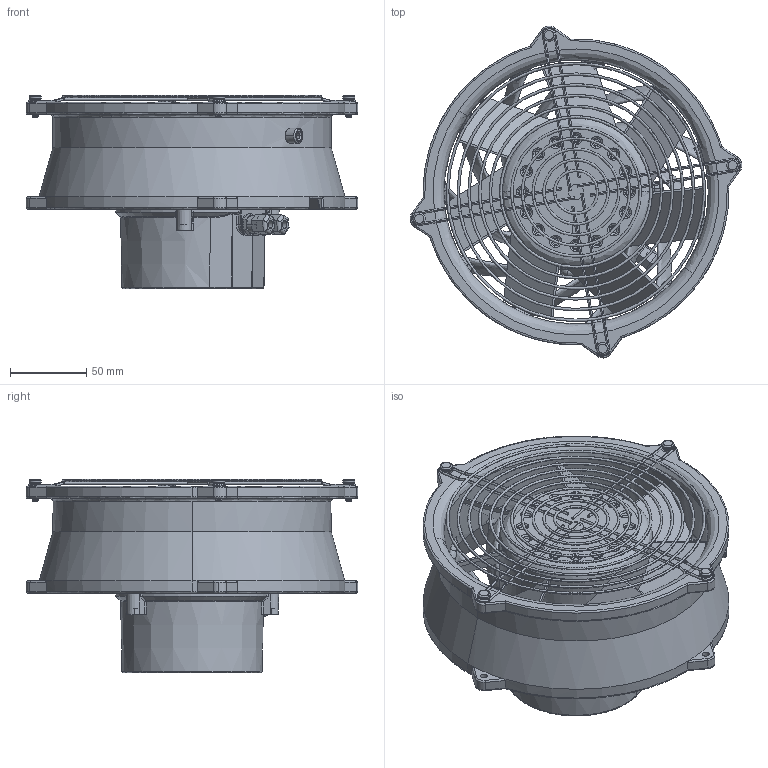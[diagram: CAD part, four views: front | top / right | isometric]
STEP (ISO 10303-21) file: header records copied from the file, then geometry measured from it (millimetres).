
FILE_DESCRIPTION (( 'STEP AP214' ), '1' );
FILE_NAME ('GTW017EUB12-3D.STEP', '2017-11-15T08:32:17', ( 'Delta' ), ( '' ), 'SwSTEP 2.0', 'SolidWorks 2011', '' );
FILE_SCHEMA (( 'AUTOMOTIVE_DESIGN' ));
Length unit declared in the file: millimetre
Products named in the file (18): 410130950001a-1; SNAP_ASM-1-1; A-1; GUARD-INLET-1; 3105128100-M4-1; SNAP-1; SNAP_ASM-4; SNAP2-1; SNAP_ASM-2-1; SNAP_ASM-3-1; B-1; MAIN-1; 4101309500_1-1; CONVERTER-1; GTW017EUB12-3D; COVERTER_PFC_ASM-1; NLON_CABLE_GLANDS_04_ASM-1-1; NLON_CABLE_GLANDS_04_ASM-2
Assembly tree (28 placements, depth 4):
  GTW017EUB12-3D
    SNAP_ASM-4
      SNAP-1
      SNAP2-1
    COVERTER_PFC_ASM-1
      CONVERTER-1
      NLON_CABLE_GLANDS_04_ASM-2
        A-1
        MAIN-1
        B-1
      NLON_CABLE_GLANDS_04_ASM-1-1
        MAIN-1
        B-1
        A-1
    4101309500_1-1
    3105128100-M4-1  x3
    SNAP_ASM-2-1
      SNAP2-1
      SNAP-1
    SNAP_ASM-3-1
      SNAP2-1
      SNAP-1
    410130950001a-1
    SNAP_ASM-1-1
      SNAP-1
      SNAP2-1
    GUARD-INLET-1
Bounding box: 217.06 x 217.02 x 126.42 mm (x, y, z)
Volume: 1227561.3 mm3; surface area: 262332 mm2
Topology: 35 solids, 35 shells, 1173 faces, 2991 edges, 1884 vertices
Faces by surface type: bspline 382, cylinder 381, plane 323, cone 87
Entity records: 73960 total; most frequent: CARTESIAN_POINT 51578, ORIENTED_EDGE 5112, DIRECTION 3700, EDGE_CURVE 2556, VERTEX_POINT 1620, AXIS2_PLACEMENT_3D 1467, EDGE_LOOP 1102, FACE_OUTER_BOUND 1007
